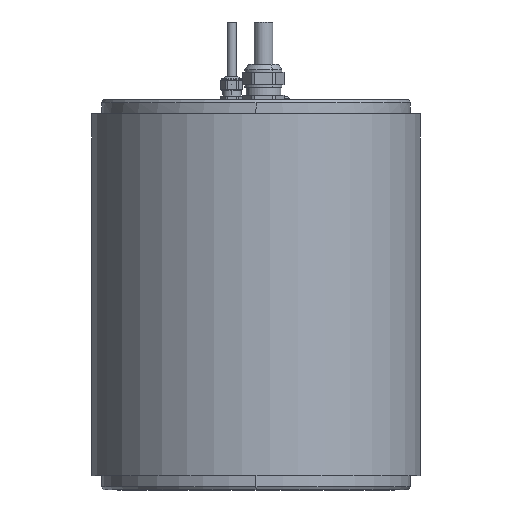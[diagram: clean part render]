
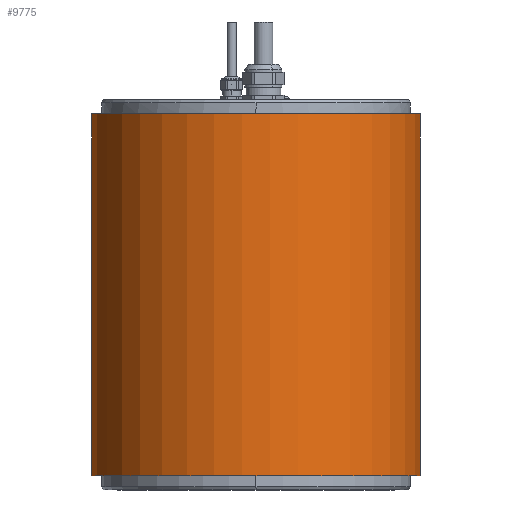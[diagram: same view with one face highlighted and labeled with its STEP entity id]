
A CAD part, front view. The second image highlights one B-rep face of the part: STEP entity #9775.
In plain terms, the highlighted cylindrical face has radius 105.5 mm (diameter 211 mm), a partial arc.
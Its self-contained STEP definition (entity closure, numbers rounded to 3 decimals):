
#1808=CARTESIAN_POINT('',(0.,0.,-9.1));
#1809=DIRECTION('',(0.,0.,1.));
#1810=DIRECTION('',(-0.28,0.96,0.));
#1811=AXIS2_PLACEMENT_3D('',#1808,#1809,#1810);
#1813=DIRECTION('',(0.,0.,1.));
#1814=VECTOR('',#1813,231.8);
#1815=CARTESIAN_POINT('',(29.5,101.292,-240.9));
#1816=LINE('',#1815,#1814);
#1817=CARTESIAN_POINT('',(0.,0.,-240.9));
#1818=DIRECTION('',(0.,0.,-1.));
#1819=DIRECTION('',(0.28,0.96,0.));
#1820=AXIS2_PLACEMENT_3D('',#1817,#1818,#1819);
#1822=DIRECTION('',(0.,0.,1.));
#1823=VECTOR('',#1822,231.8);
#1824=CARTESIAN_POINT('',(-29.5,101.292,-240.9));
#1825=LINE('',#1824,#1823);
#5884=CARTESIAN_POINT('',(-29.5,101.292,-240.9));
#5885=CARTESIAN_POINT('',(29.5,101.292,-240.9));
#5886=VERTEX_POINT('',#5884);
#5887=VERTEX_POINT('',#5885);
#5888=CARTESIAN_POINT('',(-29.5,101.292,-9.1));
#5889=CARTESIAN_POINT('',(29.5,101.292,-9.1));
#5890=VERTEX_POINT('',#5888);
#5891=VERTEX_POINT('',#5889);
#9763=CARTESIAN_POINT('',(0.,0.,2.49));
#9764=DIRECTION('',(0.,0.,-1.));
#9765=DIRECTION('',(1.,0.,0.));
#9766=AXIS2_PLACEMENT_3D('',#9763,#9764,#9765);
#9767=CYLINDRICAL_SURFACE('',#9766,105.5);
#9769=ORIENTED_EDGE('',*,*,#9768,.T.);
#9770=ORIENTED_EDGE('',*,*,#9728,.F.);
#9771=ORIENTED_EDGE('',*,*,#9752,.T.);
#9772=ORIENTED_EDGE('',*,*,#9732,.T.);
#9773=EDGE_LOOP('',(#9769,#9770,#9771,#9772));
#9774=FACE_OUTER_BOUND('',#9773,.F.);
#9775=ADVANCED_FACE('',(#9774),#9767,.T.);
#1812=CIRCLE('',#1811,105.5);
#1821=CIRCLE('',#1820,105.5);
#9728=EDGE_CURVE('',#5887,#5891,#1816,.T.);
#9732=EDGE_CURVE('',#5886,#5890,#1825,.T.);
#9752=EDGE_CURVE('',#5887,#5886,#1821,.T.);
#9768=EDGE_CURVE('',#5890,#5891,#1812,.T.);
